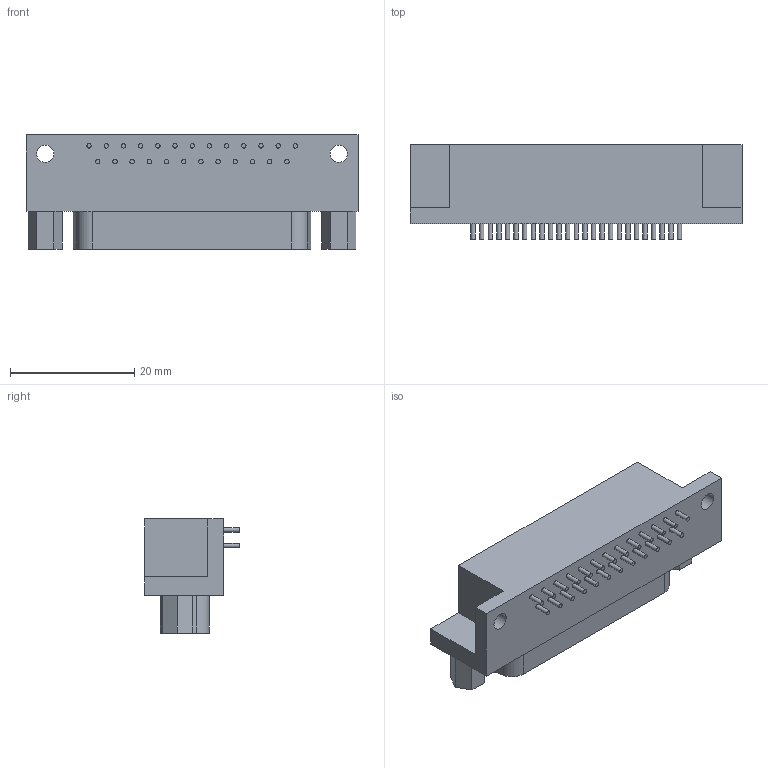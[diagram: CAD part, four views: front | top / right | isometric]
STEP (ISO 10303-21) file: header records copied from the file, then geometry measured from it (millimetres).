
FILE_DESCRIPTION(('STEP AP214'), '1');
FILE_NAME('DB25RA_F', '2016-02-06T10:29:45', ('Anton S.'), (''), 'ASCON STEP Converter 1.3', 'ASCON Math Kernel', '');
FILE_SCHEMA(('AUTOMOTIVE_DESIGN { 1 0 10303 214 3 1 1}'));
Length unit declared in the file: millimetre
Products named in the file (1): DB25RA_F
Bounding box: 53.47 x 15.24 x 18.4 mm (x, y, z)
Volume: 9005.1 mm3; surface area: 4367.3 mm2
Topology: 1 solids, 1 shells, 167 faces, 310 edges, 201 vertices
Faces by surface type: plane 84, cylinder 58, cone 25
Full cylindrical faces by diameter (mm): 0.711 x25, 1 x25, 2.609 x2, 2.8 x2
Entity records: 7691 total; most frequent: CARTESIAN_POINT 3200, DIRECTION 662, ORIENTED_EDGE 462, EDGE_LOOP 306, AXIS2_PLACEMENT_3D 288, EDGE_CURVE 231, VERTEX_POINT 201, COLOUR_RGB 168
